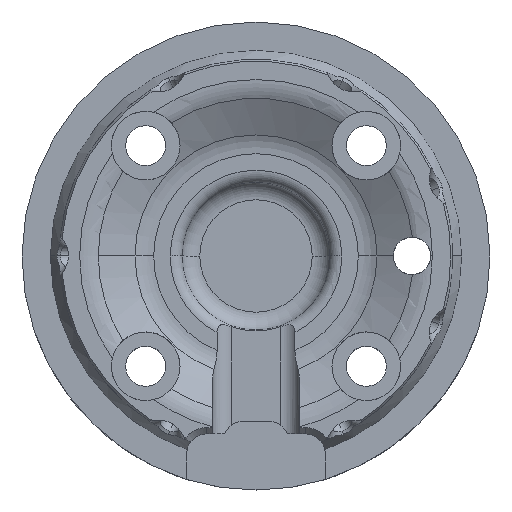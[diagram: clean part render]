
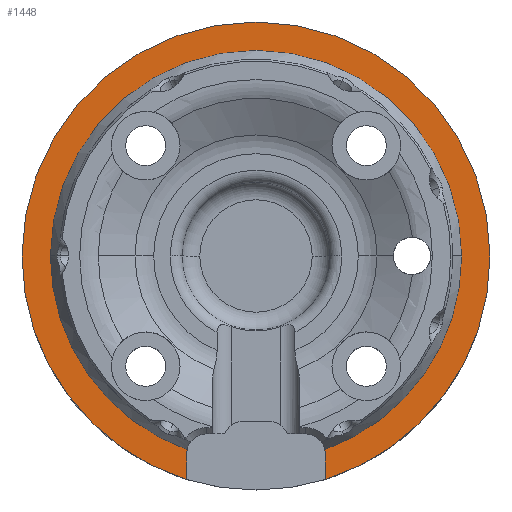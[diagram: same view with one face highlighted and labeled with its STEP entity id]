
A CAD part, top view. The second image highlights one B-rep face of the part: STEP entity #1448.
In plain terms, the highlighted planar face has unit normal (0, 0, 1).
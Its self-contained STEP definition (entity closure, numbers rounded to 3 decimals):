
#95 = ORIENTED_EDGE ( 'NONE', *, *, #733, .T. ) ;
#186 = CIRCLE ( 'NONE', #4510, 3.2 ) ;
#265 = EDGE_CURVE ( 'NONE', #2280, #3202, #2564, .T. ) ;
#370 = FACE_OUTER_BOUND ( 'NONE', #2734, .T. ) ;
#376 = CIRCLE ( 'NONE', #2602, 32.943 ) ;
#423 = CARTESIAN_POINT ( 'NONE',  ( 0., 0., 6.7 ) ) ;
#444 = CARTESIAN_POINT ( 'NONE',  ( 0., 0., 6.7 ) ) ;
#477 = VERTEX_POINT ( 'NONE', #1722 ) ;
#484 = VERTEX_POINT ( 'NONE', #3515 ) ;
#496 = DIRECTION ( 'NONE',  ( 0., 0., 1. ) ) ;
#533 = AXIS2_PLACEMENT_3D ( 'NONE', #4174, #866, #540 ) ;
#540 = DIRECTION ( 'NONE',  ( 1., 0., 0. ) ) ;
#633 = CARTESIAN_POINT ( 'NONE',  ( 11.032, -31.041, 6.7 ) ) ;
#650 = VERTEX_POINT ( 'NONE', #3197 ) ;
#733 = EDGE_CURVE ( 'NONE', #2280, #484, #376, .T. ) ;
#759 = ORIENTED_EDGE ( 'NONE', *, *, #3337, .F. ) ;
#781 = ORIENTED_EDGE ( 'NONE', *, *, #4152, .T. ) ;
#820 = DIRECTION ( 'NONE',  ( 1., 0., 0. ) ) ;
#844 = VERTEX_POINT ( 'NONE', #3446 ) ;
#846 = CARTESIAN_POINT ( 'NONE',  ( 0., 0., 6.7 ) ) ;
#866 = DIRECTION ( 'NONE',  ( 0., 0., 1. ) ) ;
#902 = CIRCLE ( 'NONE', #3214, 37.5 ) ;
#914 = VERTEX_POINT ( 'NONE', #633 ) ;
#915 = CIRCLE ( 'NONE', #2492, 37.5 ) ;
#948 = AXIS2_PLACEMENT_3D ( 'NONE', #1382, #1693, #2132 ) ;
#1359 = DIRECTION ( 'NONE',  ( 0., 0., -1. ) ) ;
#1382 = CARTESIAN_POINT ( 'NONE',  ( 0., 0., 6.7 ) ) ;
#1448 = ADVANCED_FACE ( 'NONE', ( #370 ), #1755, .T. ) ;
#1455 = ORIENTED_EDGE ( 'NONE', *, *, #2538, .F. ) ;
#1528 = VECTOR ( 'NONE', #4164, 1000. ) ;
#1638 = LINE ( 'NONE', #3993, #2034 ) ;
#1658 = CARTESIAN_POINT ( 'NONE',  ( -11.032, -31.041, 6.7 ) ) ;
#1693 = DIRECTION ( 'NONE',  ( 0., 0., 1. ) ) ;
#1722 = CARTESIAN_POINT ( 'NONE',  ( 11.1, -35.82, 6.7 ) ) ;
#1755 = PLANE ( 'NONE',  #948 ) ;
#1833 = DIRECTION ( 'NONE',  ( 0., 0., -1. ) ) ;
#1930 = VERTEX_POINT ( 'NONE', #3236 ) ;
#2006 = DIRECTION ( 'NONE',  ( 0., 0., 1. ) ) ;
#2033 = EDGE_CURVE ( 'NONE', #477, #650, #2277, .T. ) ;
#2034 = VECTOR ( 'NONE', #3626, 1000. ) ;
#2083 = CARTESIAN_POINT ( 'NONE',  ( 0., 0., 6.7 ) ) ;
#2132 = DIRECTION ( 'NONE',  ( 1., 0., 0. ) ) ;
#2277 = CIRCLE ( 'NONE', #3298, 37.5 ) ;
#2278 = EDGE_CURVE ( 'NONE', #844, #914, #186, .T. ) ;
#2280 = VERTEX_POINT ( 'NONE', #1658 ) ;
#2369 = AXIS2_PLACEMENT_3D ( 'NONE', #4295, #1359, #4268 ) ;
#2401 = EDGE_CURVE ( 'NONE', #484, #3968, #3564, .T. ) ;
#2492 = AXIS2_PLACEMENT_3D ( 'NONE', #444, #4014, #820 ) ;
#2525 = CARTESIAN_POINT ( 'NONE',  ( 0., 0., 6.7 ) ) ;
#2538 = EDGE_CURVE ( 'NONE', #477, #844, #1638, .T. ) ;
#2564 = CIRCLE ( 'NONE', #533, 3.2 ) ;
#2602 = AXIS2_PLACEMENT_3D ( 'NONE', #423, #1833, #3276 ) ;
#2734 = EDGE_LOOP ( 'NONE', ( #759, #3403, #95, #4365, #4448, #2784, #1455, #3577, #3266, #781 ) ) ;
#2784 = ORIENTED_EDGE ( 'NONE', *, *, #2278, .F. ) ;
#2925 = CIRCLE ( 'NONE', #4276, 32.943 ) ;
#2965 = DIRECTION ( 'NONE',  ( 1., 0., 0. ) ) ;
#3113 = CARTESIAN_POINT ( 'NONE',  ( 7.9, -31.7, 6.7 ) ) ;
#3166 = DIRECTION ( 'NONE',  ( 0., 0., 1. ) ) ;
#3197 = CARTESIAN_POINT ( 'NONE',  ( 37.5, 0., 6.7 ) ) ;
#3202 = VERTEX_POINT ( 'NONE', #4063 ) ;
#3214 = AXIS2_PLACEMENT_3D ( 'NONE', #2083, #3166, #4612 ) ;
#3236 = CARTESIAN_POINT ( 'NONE',  ( -11.1, -35.82, 6.7 ) ) ;
#3266 = ORIENTED_EDGE ( 'NONE', *, *, #3666, .T. ) ;
#3276 = DIRECTION ( 'NONE',  ( 1., 0., 0. ) ) ;
#3298 = AXIS2_PLACEMENT_3D ( 'NONE', #846, #496, #2965 ) ;
#3337 = EDGE_CURVE ( 'NONE', #3202, #1930, #4626, .T. ) ;
#3403 = ORIENTED_EDGE ( 'NONE', *, *, #265, .F. ) ;
#3437 = CARTESIAN_POINT ( 'NONE',  ( -11.1, 0., 6.7 ) ) ;
#3446 = CARTESIAN_POINT ( 'NONE',  ( 11.1, -31.7, 6.7 ) ) ;
#3515 = CARTESIAN_POINT ( 'NONE',  ( -32.943, 0., 6.7 ) ) ;
#3564 = CIRCLE ( 'NONE', #2369, 32.943 ) ;
#3569 = DIRECTION ( 'NONE',  ( 1., 0., 0. ) ) ;
#3577 = ORIENTED_EDGE ( 'NONE', *, *, #2033, .T. ) ;
#3618 = VERTEX_POINT ( 'NONE', #4228 ) ;
#3626 = DIRECTION ( 'NONE',  ( 0., 1., 0. ) ) ;
#3666 = EDGE_CURVE ( 'NONE', #650, #3618, #902, .T. ) ;
#3728 = EDGE_CURVE ( 'NONE', #3968, #914, #2925, .T. ) ;
#3810 = DIRECTION ( 'NONE',  ( 1., 0., 0. ) ) ;
#3923 = DIRECTION ( 'NONE',  ( 0., 0., -1. ) ) ;
#3968 = VERTEX_POINT ( 'NONE', #4274 ) ;
#3993 = CARTESIAN_POINT ( 'NONE',  ( 11.1, 0., 6.7 ) ) ;
#4014 = DIRECTION ( 'NONE',  ( 0., 0., 1. ) ) ;
#4063 = CARTESIAN_POINT ( 'NONE',  ( -11.1, -31.7, 6.7 ) ) ;
#4152 = EDGE_CURVE ( 'NONE', #3618, #1930, #915, .T. ) ;
#4164 = DIRECTION ( 'NONE',  ( 0., -1., 0. ) ) ;
#4174 = CARTESIAN_POINT ( 'NONE',  ( -7.9, -31.7, 6.7 ) ) ;
#4228 = CARTESIAN_POINT ( 'NONE',  ( -37.5, 0., 6.7 ) ) ;
#4268 = DIRECTION ( 'NONE',  ( 1., 0., 0. ) ) ;
#4274 = CARTESIAN_POINT ( 'NONE',  ( 32.943, 0., 6.7 ) ) ;
#4276 = AXIS2_PLACEMENT_3D ( 'NONE', #2525, #3923, #3569 ) ;
#4295 = CARTESIAN_POINT ( 'NONE',  ( 0., 0., 6.7 ) ) ;
#4365 = ORIENTED_EDGE ( 'NONE', *, *, #2401, .T. ) ;
#4448 = ORIENTED_EDGE ( 'NONE', *, *, #3728, .T. ) ;
#4510 = AXIS2_PLACEMENT_3D ( 'NONE', #3113, #2006, #3810 ) ;
#4612 = DIRECTION ( 'NONE',  ( 1., 0., 0. ) ) ;
#4626 = LINE ( 'NONE', #3437, #1528 ) ;
